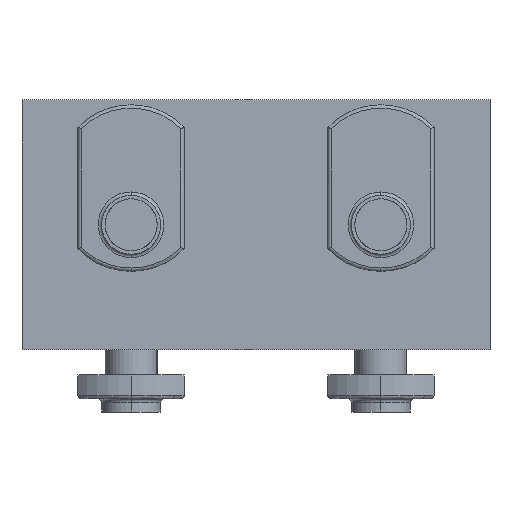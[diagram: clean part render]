
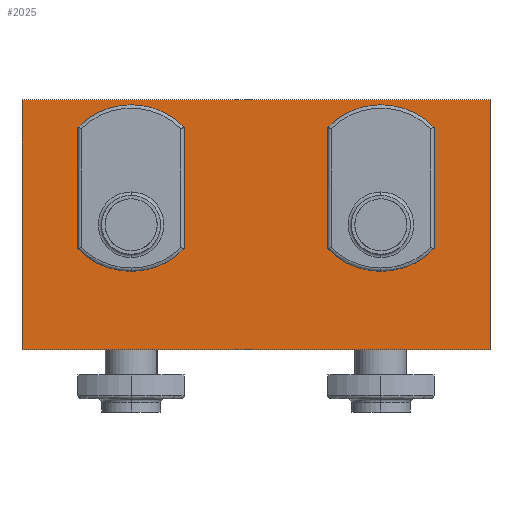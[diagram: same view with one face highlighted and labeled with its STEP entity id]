
A CAD part, front view. The second image highlights one B-rep face of the part: STEP entity #2025.
In plain terms, the highlighted planar face has unit normal (0, -1, 0).
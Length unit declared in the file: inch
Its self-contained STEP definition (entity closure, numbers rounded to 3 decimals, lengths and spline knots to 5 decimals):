
#18 = EDGE_LOOP ( 'NONE', ( #1859, #2131 ) ) ;
#44 = ORIENTED_EDGE ( 'NONE', *, *, #1167, .F. ) ;
#201 = CARTESIAN_POINT ( 'NONE',  ( 0.75, 0., 0.914 ) ) ;
#217 = FACE_BOUND ( 'NONE', #2015, .T. ) ;
#218 = FACE_BOUND ( 'NONE', #18, .T. ) ;
#219 = FACE_OUTER_BOUND ( 'NONE', #2117, .T. ) ;
#220 = PLANE ( 'NONE',  #221 ) ;
#221 = AXIS2_PLACEMENT_3D ( 'NONE', #222, #223, #224 ) ;
#222 = CARTESIAN_POINT ( 'NONE',  ( -1.405, 0., 1.5 ) ) ;
#223 = DIRECTION ( 'NONE',  ( 0., -1., 0. ) ) ;
#224 = DIRECTION ( 'NONE',  ( 0., 0., -1. ) ) ;
#437 = CARTESIAN_POINT ( 'NONE',  ( -1.405, 0., 0. ) ) ;
#541 = CARTESIAN_POINT ( 'NONE',  ( 1.405, 0., 0. ) ) ;
#579 = CIRCLE ( 'NONE', #580, 0.164 ) ;
#580 = AXIS2_PLACEMENT_3D ( 'NONE', #581, #582, #583 ) ;
#581 = CARTESIAN_POINT ( 'NONE',  ( -0.75, 0., 0.75 ) ) ;
#582 = DIRECTION ( 'NONE',  ( 0., -1., 0. ) ) ;
#583 = DIRECTION ( 'NONE',  ( 0., 0., -1. ) ) ;
#636 = LINE ( 'NONE', #637, #638 ) ;
#637 = CARTESIAN_POINT ( 'NONE',  ( -1.405, 0., 0. ) ) ;
#638 = VECTOR ( 'NONE', #639, 39.37008 ) ;
#639 = DIRECTION ( 'NONE',  ( 1., 0., 0. ) ) ;
#641 = CARTESIAN_POINT ( 'NONE',  ( 1.405, 0., 1.5 ) ) ;
#719 = LINE ( 'NONE', #720, #721 ) ;
#720 = CARTESIAN_POINT ( 'NONE',  ( 1.405, 0., 1.5 ) ) ;
#721 = VECTOR ( 'NONE', #722, 39.37008 ) ;
#722 = DIRECTION ( 'NONE',  ( 0., 0., -1. ) ) ;
#723 = CARTESIAN_POINT ( 'NONE',  ( -1.405, 0., 1.5 ) ) ;
#759 = CARTESIAN_POINT ( 'NONE',  ( 0.75, 0., 0.586 ) ) ;
#816 = CARTESIAN_POINT ( 'NONE',  ( -0.75, 0., 0.914 ) ) ;
#817 = LINE ( 'NONE', #818, #819 ) ;
#818 = CARTESIAN_POINT ( 'NONE',  ( -1.405, 0., 1.5 ) ) ;
#819 = VECTOR ( 'NONE', #822, 39.37008 ) ;
#822 = DIRECTION ( 'NONE',  ( 1., 0., 0. ) ) ;
#834 = CIRCLE ( 'NONE', #835, 0.164 ) ;
#835 = AXIS2_PLACEMENT_3D ( 'NONE', #836, #837, #839 ) ;
#836 = CARTESIAN_POINT ( 'NONE',  ( 0.75, 0., 0.75 ) ) ;
#837 = DIRECTION ( 'NONE',  ( 0., -1., 0. ) ) ;
#839 = DIRECTION ( 'NONE',  ( 0., 0., -1. ) ) ;
#858 = CIRCLE ( 'NONE', #859, 0.164 ) ;
#859 = AXIS2_PLACEMENT_3D ( 'NONE', #860, #861, #862 ) ;
#860 = CARTESIAN_POINT ( 'NONE',  ( -0.75, 0., 0.75 ) ) ;
#861 = DIRECTION ( 'NONE',  ( 0., -1., 0. ) ) ;
#862 = DIRECTION ( 'NONE',  ( 0., 0., -1. ) ) ;
#888 = CARTESIAN_POINT ( 'NONE',  ( -0.75, 0., 0.586 ) ) ;
#948 = LINE ( 'NONE', #949, #950 ) ;
#949 = CARTESIAN_POINT ( 'NONE',  ( -1.405, 0., 1.5 ) ) ;
#950 = VECTOR ( 'NONE', #951, 39.37008 ) ;
#951 = DIRECTION ( 'NONE',  ( 0., 0., -1. ) ) ;
#964 = VERTEX_POINT ( 'NONE', #759 ) ;
#970 = CIRCLE ( 'NONE', #971, 0.164 ) ;
#971 = AXIS2_PLACEMENT_3D ( 'NONE', #972, #973, #974 ) ;
#972 = CARTESIAN_POINT ( 'NONE',  ( 0.75, 0., 0.75 ) ) ;
#973 = DIRECTION ( 'NONE',  ( 0., -1., 0. ) ) ;
#974 = DIRECTION ( 'NONE',  ( 0., 0., -1. ) ) ;
#1167 = EDGE_CURVE ( 'NONE', #1801, #964, #834, .T. ) ;
#1408 = EDGE_CURVE ( 'NONE', #1869, #2124, #948, .T. ) ;
#1425 = EDGE_CURVE ( 'NONE', #964, #1801, #970, .T. ) ;
#1567 = ORIENTED_EDGE ( 'NONE', *, *, #1408, .T. ) ;
#1739 = VERTEX_POINT ( 'NONE', #541 ) ;
#1740 = ORIENTED_EDGE ( 'NONE', *, *, #1425, .F. ) ;
#1801 = VERTEX_POINT ( 'NONE', #201 ) ;
#1845 = EDGE_CURVE ( 'NONE', #1916, #1893, #579, .T. ) ;
#1859 = ORIENTED_EDGE ( 'NONE', *, *, #1845, .F. ) ;
#1869 = VERTEX_POINT ( 'NONE', #723 ) ;
#1893 = VERTEX_POINT ( 'NONE', #816 ) ;
#1897 = EDGE_CURVE ( 'NONE', #1869, #2075, #817, .T. ) ;
#1911 = EDGE_CURVE ( 'NONE', #1893, #1916, #858, .T. ) ;
#1916 = VERTEX_POINT ( 'NONE', #888 ) ;
#1952 = ORIENTED_EDGE ( 'NONE', *, *, #1897, .F. ) ;
#2015 = EDGE_LOOP ( 'NONE', ( #1740, #44 ) ) ;
#2025 = ADVANCED_FACE ( 'NONE', ( #217, #218, #219 ), #220, .T. ) ;
#2049 = ORIENTED_EDGE ( 'NONE', *, *, #2143, .T. ) ;
#2075 = VERTEX_POINT ( 'NONE', #641 ) ;
#2085 = EDGE_CURVE ( 'NONE', #2075, #1739, #719, .T. ) ;
#2094 = ORIENTED_EDGE ( 'NONE', *, *, #2085, .F. ) ;
#2117 = EDGE_LOOP ( 'NONE', ( #2094, #1952, #1567, #2049 ) ) ;
#2124 = VERTEX_POINT ( 'NONE', #437 ) ;
#2131 = ORIENTED_EDGE ( 'NONE', *, *, #1911, .F. ) ;
#2143 = EDGE_CURVE ( 'NONE', #2124, #1739, #636, .T. ) ;
